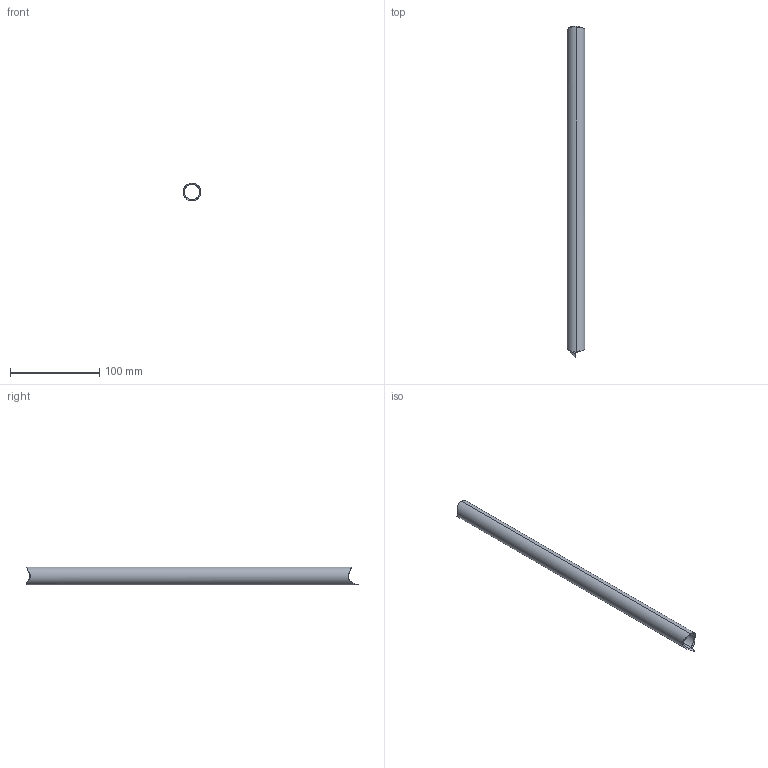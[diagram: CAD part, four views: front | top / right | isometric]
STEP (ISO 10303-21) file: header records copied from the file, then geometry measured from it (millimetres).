
FILE_DESCRIPTION(('STEP AP214'),'1');
FILE_NAME('118.stp','2019-12-02T12:35:50',(' '),(' '),'Spatial InterOp 3D',' ',' ');
FILE_SCHEMA(('AUTOMOTIVE_DESIGN { 1 0 10303 214 1 1 1 1 }'));
Length unit declared in the file: metre
Products named in the file (1): PartBody/Pocket.4
Bounding box: 19.99 x 371.25 x 20 mm (x, y, z)
Volume: 31387.5 mm3; surface area: 42078.3 mm2
Topology: 1 solids, 1 shells, 19 faces, 57 edges, 38 vertices
Faces by surface type: cylinder 16, plane 3
Entity records: 1649 total; most frequent: CARTESIAN_POINT 787, ORIENTED_EDGE 114, STYLED_ITEM 70, PRESENTATION_STYLE_ASSIGNMENT 70, COLOUR_RGB 70, EDGE_CURVE 57, DIRECTION 56, CURVE_STYLE 50
